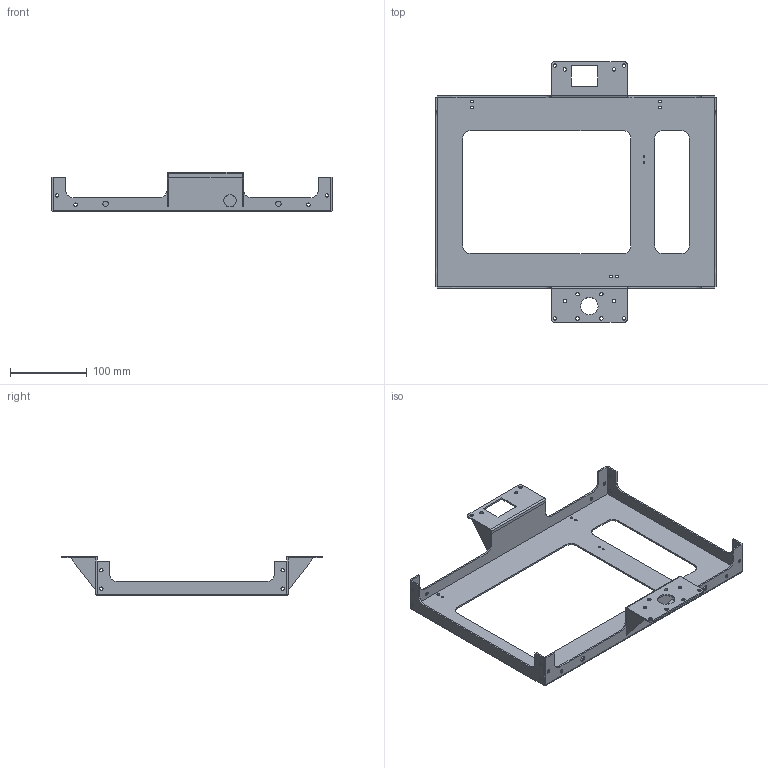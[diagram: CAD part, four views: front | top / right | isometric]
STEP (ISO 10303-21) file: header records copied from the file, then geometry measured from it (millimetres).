
FILE_DESCRIPTION(('FreeCAD Model'),'2;1');
FILE_NAME('bottom_plate_mini_v1.2_PP-MP0149.step','2016-05-25T12:52:11',( 'Author'),(''),'Open CASCADE STEP processor 6.8','FreeCAD','Unknown' );
FILE_SCHEMA(('AUTOMOTIVE_DESIGN_CC2 { 1 2 10303 214 -1 1 5 4 }'));
Length unit declared in the file: millimetre
Products named in the file (2): ASSEMBLY; Pocket037
Assembly tree (1 placements, depth 2):
  ASSEMBLY
    Pocket037
Bounding box: 365 x 339 x 51 mm (x, y, z)
Volume: 178427.3 mm3; surface area: 183404 mm2
Topology: 1 solids, 1 shells, 170 faces, 464 edges, 296 vertices
Faces by surface type: plane 100, cylinder 70
Full cylindrical faces by diameter (mm): 2.5 x2, 3.5 x6, 4.4 x16, 4.5 x12, 7 x2, 16 x1, 22.5 x1
Entity records: 11759 total; most frequent: CARTESIAN_POINT 2474, DIRECTION 1692, LINE 1014, VECTOR 1014, ORIENTED_EDGE 936, PCURVE 928, DEFINITIONAL_REPRESENTATION 928, EDGE_CURVE 464
